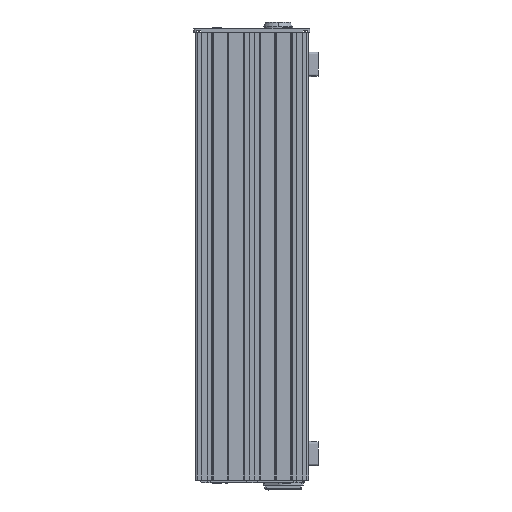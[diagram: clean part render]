
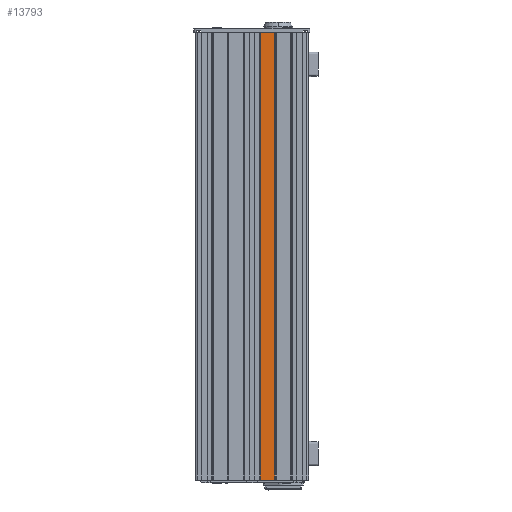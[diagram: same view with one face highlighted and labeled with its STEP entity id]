
A CAD part, left-side view. The second image highlights one B-rep face of the part: STEP entity #13793.
In plain terms, the highlighted planar face has unit normal (-1, 0, 0).
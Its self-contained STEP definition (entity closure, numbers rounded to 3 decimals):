
#1077 = ORIENTED_EDGE ( 'NONE', *, *, #33107, .F. ) ;
#1504 = CARTESIAN_POINT ( 'NONE',  ( 0.1, 26.52, 0. ) ) ;
#4746 = LINE ( 'NONE', #77716, #104017 ) ;
#9054 = VERTEX_POINT ( 'NONE', #1504 ) ;
#13152 = CARTESIAN_POINT ( 'NONE',  ( 0.1, 37.52, -340. ) ) ;
#13793 = ADVANCED_FACE ( 'NONE', ( #61823 ), #35549, .F. ) ;
#17438 = EDGE_CURVE ( 'NONE', #83682, #18634, #69235, .T. ) ;
#18634 = VERTEX_POINT ( 'NONE', #13152 ) ;
#24901 = CARTESIAN_POINT ( 'NONE',  ( 0.1, 26.52, -340. ) ) ;
#26768 = DIRECTION ( 'NONE',  ( 1., 0., 0. ) ) ;
#27760 = DIRECTION ( 'NONE',  ( 0., 1., 0. ) ) ;
#28813 = ORIENTED_EDGE ( 'NONE', *, *, #17438, .F. ) ;
#29890 = LINE ( 'NONE', #63545, #108677 ) ;
#33107 = EDGE_CURVE ( 'NONE', #18634, #102963, #59522, .T. ) ;
#35549 = PLANE ( 'NONE',  #72197 ) ;
#35931 = DIRECTION ( 'NONE',  ( 0., 0., -1. ) ) ;
#43930 = CARTESIAN_POINT ( 'NONE',  ( 0.1, 2.47, -340. ) ) ;
#59522 = LINE ( 'NONE', #78325, #75856 ) ;
#61823 = FACE_OUTER_BOUND ( 'NONE', #91884, .T. ) ;
#62564 = CARTESIAN_POINT ( 'NONE',  ( 0.1, 2.47, -340. ) ) ;
#63545 = CARTESIAN_POINT ( 'NONE',  ( 0.1, 2.47, 0. ) ) ;
#69235 = LINE ( 'NONE', #62564, #77331 ) ;
#72197 = AXIS2_PLACEMENT_3D ( 'NONE', #43930, #26768, #35931 ) ;
#75856 = VECTOR ( 'NONE', #88220, 1000. ) ;
#77331 = VECTOR ( 'NONE', #89164, 1000. ) ;
#77716 = CARTESIAN_POINT ( 'NONE',  ( 0.1, 26.52, -340. ) ) ;
#77818 = CARTESIAN_POINT ( 'NONE',  ( 0.1, 37.52, 0. ) ) ;
#78325 = CARTESIAN_POINT ( 'NONE',  ( 0.1, 37.52, -340. ) ) ;
#81254 = EDGE_CURVE ( 'NONE', #9054, #102963, #29890, .T. ) ;
#83682 = VERTEX_POINT ( 'NONE', #24901 ) ;
#88220 = DIRECTION ( 'NONE',  ( 0., 0., 1. ) ) ;
#88431 = EDGE_CURVE ( 'NONE', #83682, #9054, #4746, .T. ) ;
#89164 = DIRECTION ( 'NONE',  ( 0., 1., 0. ) ) ;
#90748 = ORIENTED_EDGE ( 'NONE', *, *, #81254, .T. ) ;
#91884 = EDGE_LOOP ( 'NONE', ( #28813, #93224, #90748, #1077 ) ) ;
#93224 = ORIENTED_EDGE ( 'NONE', *, *, #88431, .T. ) ;
#102963 = VERTEX_POINT ( 'NONE', #77818 ) ;
#104017 = VECTOR ( 'NONE', #104227, 1000. ) ;
#104227 = DIRECTION ( 'NONE',  ( 0., 0., 1. ) ) ;
#108677 = VECTOR ( 'NONE', #27760, 1000. ) ;
